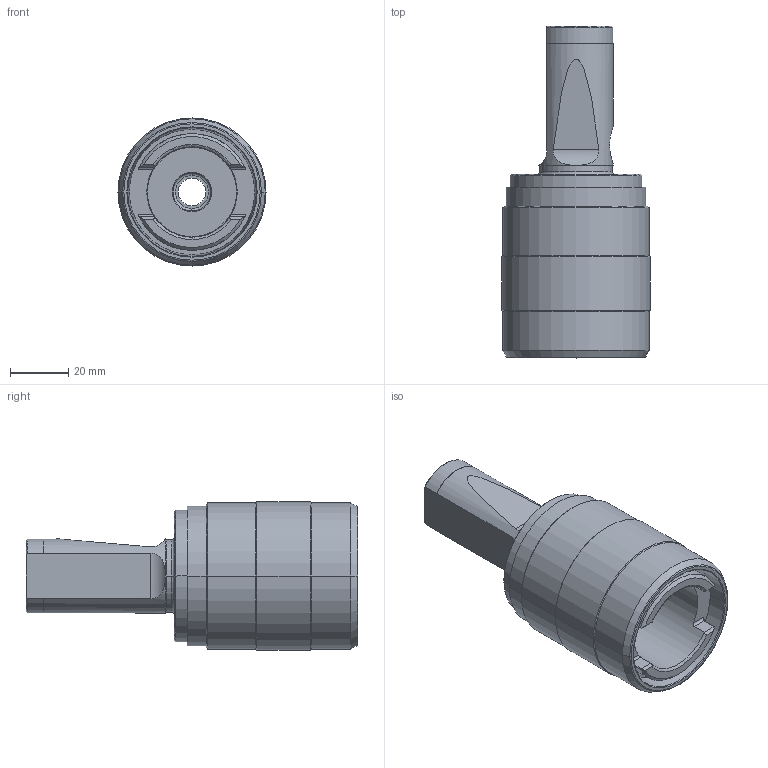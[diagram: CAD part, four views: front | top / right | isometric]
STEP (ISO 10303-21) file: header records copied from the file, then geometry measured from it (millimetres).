
FILE_DESCRIPTION((''),'2;1');
FILE_NAME('21680-INC1','2021-07-09T14:30:43',('046'),(''),'CREO PARAMETRIC BY PTC INC, 2019352','CREO PARAMETRIC BY PTC INC, 2019352','');
FILE_SCHEMA(('CONFIG_CONTROL_DESIGN'));
Length unit declared in the file: millimetre
Products named in the file (1): 21680-INC1
Bounding box: 50.8 x 113.8 x 50.8 mm (x, y, z)
Volume: 104143.4 mm3; surface area: 25256.2 mm2
Topology: 1 solids, 1 shells, 101 faces, 246 edges, 152 vertices
Faces by surface type: cylinder 33, plane 31, cone 23, torus 14
Entity records: 3166 total; most frequent: CARTESIAN_POINT 739, DIRECTION 527, ORIENTED_EDGE 484, EDGE_CURVE 242, AXIS2_PLACEMENT_3D 213, VERTEX_POINT 150, CIRCLE 112, EDGE_LOOP 110
